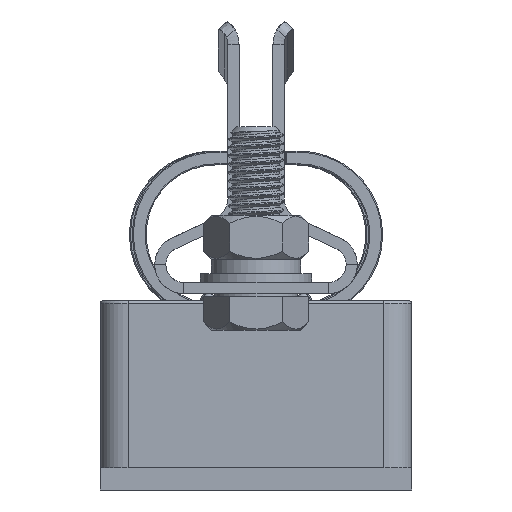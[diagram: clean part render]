
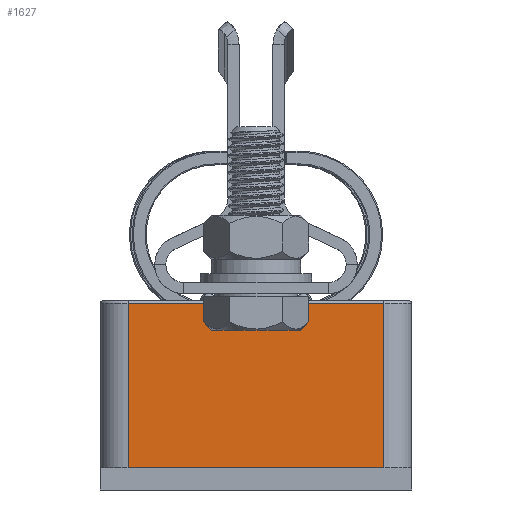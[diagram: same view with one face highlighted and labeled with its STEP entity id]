
A CAD part, front view. The second image highlights one B-rep face of the part: STEP entity #1627.
In plain terms, the highlighted planar face has unit normal (0, -1, 0).
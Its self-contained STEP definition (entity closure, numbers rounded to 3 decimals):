
#1028=PLANE('',#12170);
#1627=ADVANCED_FACE('',(#2465),#1028,.F.);
#2465=FACE_OUTER_BOUND('',#3246,.T.);
#3246=EDGE_LOOP('',(#7607,#7608,#7609,#7610));
#4078=LINE('',#80144,#4936);
#4114=LINE('',#80241,#4972);
#4115=LINE('',#80243,#4973);
#4116=LINE('',#80245,#4974);
#4936=VECTOR('',#14752,1.);
#4972=VECTOR('',#14832,1.);
#4973=VECTOR('',#14833,1.);
#4974=VECTOR('',#14834,1.);
#7607=ORIENTED_EDGE('',*,*,#10590,.T.);
#7608=ORIENTED_EDGE('',*,*,#10591,.T.);
#7609=ORIENTED_EDGE('',*,*,#10592,.T.);
#7610=ORIENTED_EDGE('',*,*,#10543,.T.);
#9125=VERTEX_POINT('',#80143);
#9126=VERTEX_POINT('',#80145);
#9165=VERTEX_POINT('',#80242);
#9166=VERTEX_POINT('',#80244);
#10543=EDGE_CURVE('',#9126,#9125,#4078,.T.);
#10590=EDGE_CURVE('',#9125,#9165,#4114,.T.);
#10591=EDGE_CURVE('',#9165,#9166,#4115,.T.);
#10592=EDGE_CURVE('',#9166,#9126,#4116,.T.);
#12170=AXIS2_PLACEMENT_3D('',#80246,#14835,#14836);
#14752=DIRECTION('',(1.,0.,0.));
#14832=DIRECTION('',(0.,0.,1.));
#14833=DIRECTION('',(-1.,0.,0.));
#14834=DIRECTION('',(0.,0.,-1.));
#14835=DIRECTION('',(0.,1.,0.));
#14836=DIRECTION('',(0.,0.,-1.));
#80143=CARTESIAN_POINT('',(31.298,-104.131,-7.044));
#80144=CARTESIAN_POINT('',(-19.702,-104.131,-7.044));
#80145=CARTESIAN_POINT('',(-14.702,-104.131,-7.044));
#80241=CARTESIAN_POINT('',(31.298,-104.131,22.956));
#80242=CARTESIAN_POINT('',(31.298,-104.131,22.456));
#80243=CARTESIAN_POINT('',(-14.702,-104.131,22.456));
#80244=CARTESIAN_POINT('',(-14.702,-104.131,22.456));
#80245=CARTESIAN_POINT('',(-14.702,-104.131,22.956));
#80246=CARTESIAN_POINT('',(-19.702,-104.131,22.956));
